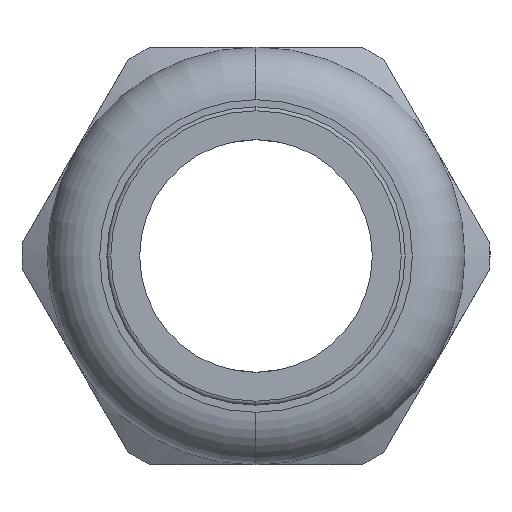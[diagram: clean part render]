
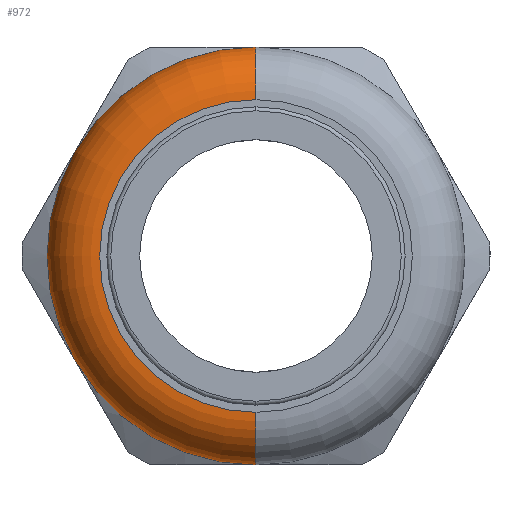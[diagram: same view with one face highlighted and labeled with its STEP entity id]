
A CAD part, left-side view. The second image highlights one B-rep face of the part: STEP entity #972.
In plain terms, the highlighted toroidal (fillet/blend) face has major radius 10.069 mm and minor radius 3.393 mm.
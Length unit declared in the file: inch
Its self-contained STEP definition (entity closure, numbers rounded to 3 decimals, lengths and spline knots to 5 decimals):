
#970 = VERTEX_POINT ( 'NONE', #2767 ) ;
#972 = ADVANCED_FACE ( 'NONE', ( #2762 ), #2760, .T. ) ;
#980 = EDGE_CURVE ( 'NONE', #981, #1034, #2804, .T. ) ;
#981 = VERTEX_POINT ( 'NONE', #2799 ) ;
#983 = ORIENTED_EDGE ( 'NONE', *, *, #1016, .T. ) ;
#1013 = EDGE_LOOP ( 'NONE', ( #1014, #983, #1035, #1017 ) ) ;
#1014 = ORIENTED_EDGE ( 'NONE', *, *, #1015, .F. ) ;
#1015 = EDGE_CURVE ( 'NONE', #1039, #970, #2867, .T. ) ;
#1016 = EDGE_CURVE ( 'NONE', #1039, #1034, #2862, .T. ) ;
#1017 = ORIENTED_EDGE ( 'NONE', *, *, #1018, .F. ) ;
#1018 = EDGE_CURVE ( 'NONE', #970, #981, #2857, .T. ) ;
#1034 = VERTEX_POINT ( 'NONE', #2910 ) ;
#1035 = ORIENTED_EDGE ( 'NONE', *, *, #980, .F. ) ;
#1039 = VERTEX_POINT ( 'NONE', #2908 ) ;
#2757 = DIRECTION ( 'NONE',  ( 0., 0., -1. ) ) ;
#2758 = DIRECTION ( 'NONE',  ( 1., 0., 0. ) ) ;
#2759 = AXIS2_PLACEMENT_3D ( 'NONE', #2761, #2758, #2757 ) ;
#2760 = TOROIDAL_SURFACE ( 'NONE', #2759, 0.3964, 0.1336 ) ;
#2761 = CARTESIAN_POINT ( 'NONE',  ( -0.9664, 0., 0. ) ) ;
#2762 = FACE_OUTER_BOUND ( 'NONE', #1013, .T. ) ;
#2767 = CARTESIAN_POINT ( 'NONE',  ( -1.1, 0., -0.3964 ) ) ;
#2799 = CARTESIAN_POINT ( 'NONE',  ( -0.9664, 0., -0.53 ) ) ;
#2800 = DIRECTION ( 'NONE',  ( 0., 0., -1. ) ) ;
#2801 = DIRECTION ( 'NONE',  ( 1., 0., 0. ) ) ;
#2802 = CARTESIAN_POINT ( 'NONE',  ( -0.9664, 0., 0. ) ) ;
#2803 = AXIS2_PLACEMENT_3D ( 'NONE', #2802, #2801, #2800 ) ;
#2804 = CIRCLE ( 'NONE', #2803, 0.53 ) ;
#2853 = DIRECTION ( 'NONE',  ( 0., 0., -1. ) ) ;
#2854 = DIRECTION ( 'NONE',  ( 0., -1., 0. ) ) ;
#2855 = CARTESIAN_POINT ( 'NONE',  ( -0.9664, 0., -0.3964 ) ) ;
#2856 = AXIS2_PLACEMENT_3D ( 'NONE', #2855, #2854, #2853 ) ;
#2857 = CIRCLE ( 'NONE', #2856, 0.1336 ) ;
#2858 = DIRECTION ( 'NONE',  ( 0., 0., 1. ) ) ;
#2859 = DIRECTION ( 'NONE',  ( 0., 1., 0. ) ) ;
#2860 = CARTESIAN_POINT ( 'NONE',  ( -0.9664, 0., 0.3964 ) ) ;
#2861 = AXIS2_PLACEMENT_3D ( 'NONE', #2860, #2859, #2858 ) ;
#2862 = CIRCLE ( 'NONE', #2861, 0.1336 ) ;
#2863 = DIRECTION ( 'NONE',  ( 0., 0., -1. ) ) ;
#2864 = DIRECTION ( 'NONE',  ( -1., 0., 0. ) ) ;
#2865 = CARTESIAN_POINT ( 'NONE',  ( -1.1, 0., 0. ) ) ;
#2866 = AXIS2_PLACEMENT_3D ( 'NONE', #2865, #2864, #2863 ) ;
#2867 = CIRCLE ( 'NONE', #2866, 0.3964 ) ;
#2908 = CARTESIAN_POINT ( 'NONE',  ( -1.1, 0., 0.3964 ) ) ;
#2910 = CARTESIAN_POINT ( 'NONE',  ( -0.9664, 0., 0.53 ) ) ;
